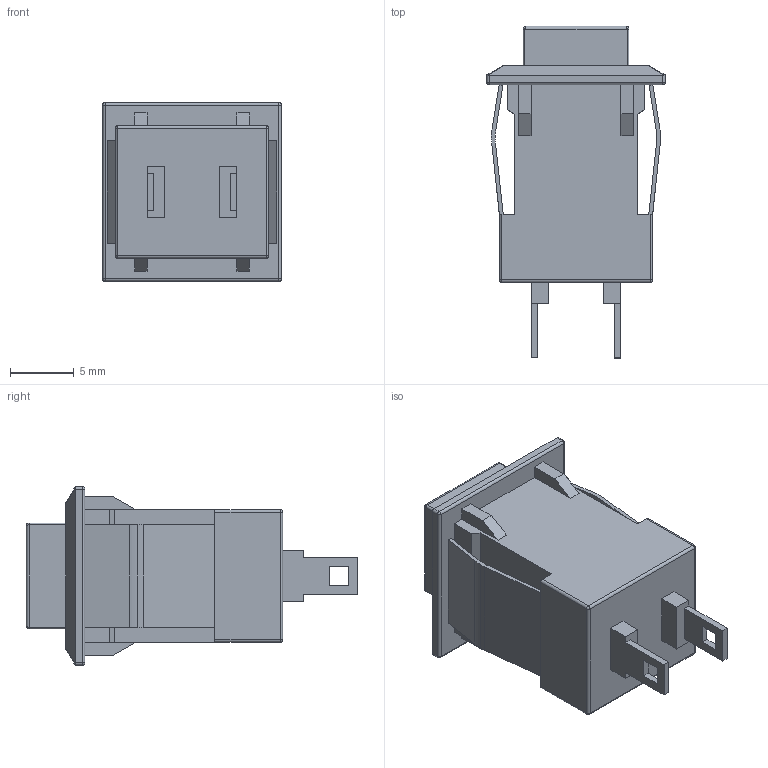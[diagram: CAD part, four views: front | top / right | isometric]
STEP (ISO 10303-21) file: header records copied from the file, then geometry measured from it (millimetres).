
FILE_DESCRIPTION (( 'STEP AP214' ), '1' );
FILE_NAME ('PS1057ARED.STEP', '2024-08-07T05:39:54', ( '' ), ( '' ), 'SwSTEP 2.0', 'SolidWorks 2019', '' );
FILE_SCHEMA (( 'AUTOMOTIVE_DESIGN' ));
Length unit declared in the file: millimetre
Products named in the file (1): PS1057ARED
Bounding box: 14 x 26 x 14 mm (x, y, z)
Volume: 2268.9 mm3; surface area: 1809.8 mm2
Topology: 5 solids, 5 shells, 151 faces, 382 edges, 228 vertices
Faces by surface type: plane 93, cylinder 42, sphere 12, bspline 4
Entity records: 4973 total; most frequent: CARTESIAN_POINT 898, ORIENTED_EDGE 732, DIRECTION 710, EDGE_CURVE 366, VECTOR 278, LINE 278, VERTEX_POINT 228, AXIS2_PLACEMENT_3D 216
